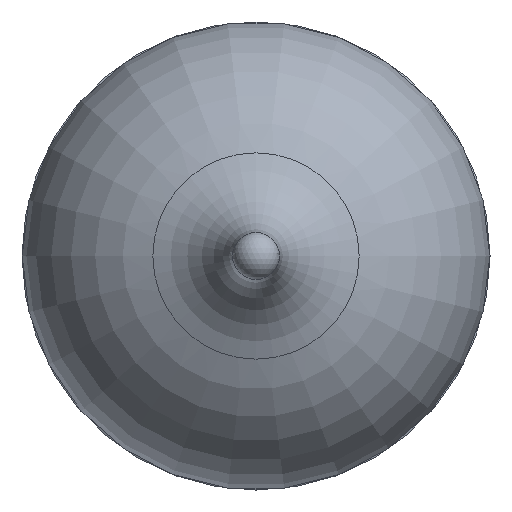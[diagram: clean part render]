
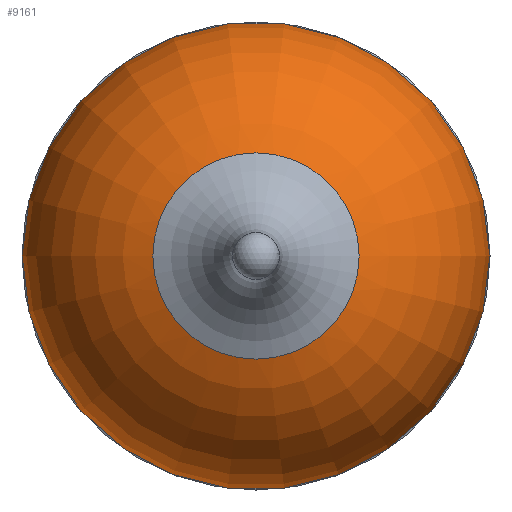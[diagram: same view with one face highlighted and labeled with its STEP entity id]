
A CAD part, front view. The second image highlights one B-rep face of the part: STEP entity #9161.
In plain terms, the highlighted toroidal (fillet/blend) face has major radius 1.791 mm and minor radius 8.209 mm.
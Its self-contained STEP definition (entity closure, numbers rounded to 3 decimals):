
#155 = ORIENTED_EDGE ( 'NONE', *, *, #340, .T. ) ;
#340 = EDGE_CURVE ( 'NONE', #2135, #2135, #10767, .T. ) ;
#559 = AXIS2_PLACEMENT_3D ( 'NONE', #3383, #5384, #7381 ) ;
#890 = VERTEX_POINT ( 'NONE', #3956 ) ;
#900 = ORIENTED_EDGE ( 'NONE', *, *, #9396, .F. ) ;
#1837 = FACE_OUTER_BOUND ( 'NONE', #3822, .T. ) ;
#2028 = EDGE_LOOP ( 'NONE', ( #900 ) ) ;
#2135 = VERTEX_POINT ( 'NONE', #7447 ) ;
#2882 = DIRECTION ( 'NONE',  ( -1., 0., 0. ) ) ;
#3114 = DIRECTION ( 'NONE',  ( -1., 0., 0. ) ) ;
#3383 = CARTESIAN_POINT ( 'NONE',  ( 0., -31.901, 0. ) ) ;
#3822 = EDGE_LOOP ( 'NONE', ( #155 ) ) ;
#3956 = CARTESIAN_POINT ( 'NONE',  ( -6.701, -31.901, 0. ) ) ;
#4860 = DIRECTION ( 'NONE',  ( 0., 1., 0. ) ) ;
#5268 = TOROIDAL_SURFACE ( 'NONE', #5875, 1.791, 8.209 ) ;
#5384 = DIRECTION ( 'NONE',  ( 0., 1., 0. ) ) ;
#5414 = FACE_OUTER_BOUND ( 'NONE', #2028, .T. ) ;
#5875 = AXIS2_PLACEMENT_3D ( 'NONE', #7942, #4860, #2882 ) ;
#6639 = AXIS2_PLACEMENT_3D ( 'NONE', #7041, #9068, #3114 ) ;
#7041 = CARTESIAN_POINT ( 'NONE',  ( 0., -46.261, 0. ) ) ;
#7381 = DIRECTION ( 'NONE',  ( -1., 0., 0. ) ) ;
#7447 = CARTESIAN_POINT ( 'NONE',  ( -4.407, -46.261, 0. ) ) ;
#7942 = CARTESIAN_POINT ( 'NONE',  ( 0., -38.479, 0. ) ) ;
#9068 = DIRECTION ( 'NONE',  ( 0., 1., 0. ) ) ;
#9161 = ADVANCED_FACE ( 'NONE', ( #5414, #1837 ), #5268, .T. ) ;
#9396 = EDGE_CURVE ( 'NONE', #890, #890, #11089, .T. ) ;
#10767 = CIRCLE ( 'NONE', #6639, 4.407 ) ;
#11089 = CIRCLE ( 'NONE', #559, 6.701 ) ;
